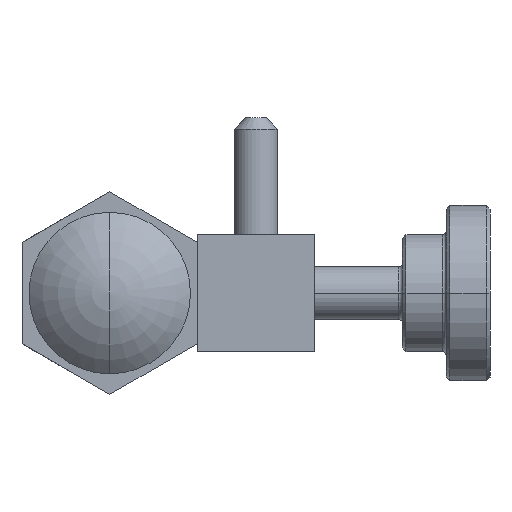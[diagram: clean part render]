
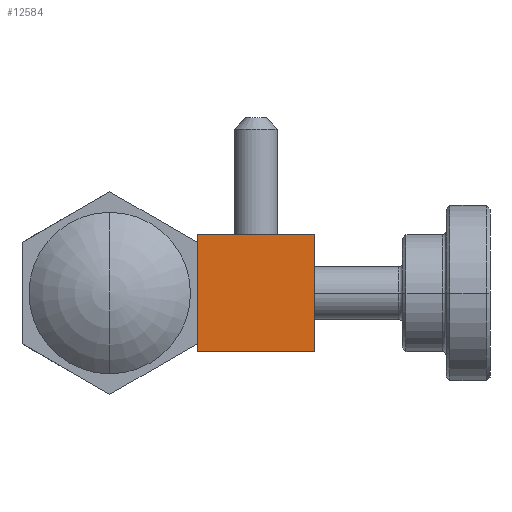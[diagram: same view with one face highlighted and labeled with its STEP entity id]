
A CAD part, left-side view. The second image highlights one B-rep face of the part: STEP entity #12584.
In plain terms, the highlighted planar face has unit normal (-1, 0, 0).
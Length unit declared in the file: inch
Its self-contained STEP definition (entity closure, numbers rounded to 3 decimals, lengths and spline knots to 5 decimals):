
#95 = EDGE_LOOP ( 'NONE', ( #2436, #12723, #11848, #8517 ) ) ;
#335 = VERTEX_POINT ( 'NONE', #13893 ) ;
#2436 = ORIENTED_EDGE ( 'NONE', *, *, #19505, .T. ) ;
#2754 = CARTESIAN_POINT ( 'NONE',  ( -3.75, -0.125, -0.125 ) ) ;
#3140 = VECTOR ( 'NONE', #16250, 39.37008 ) ;
#3633 = LINE ( 'NONE', #9832, #3140 ) ;
#3819 = LINE ( 'NONE', #19033, #11839 ) ;
#5316 = CARTESIAN_POINT ( 'NONE',  ( -3.75, -0.125, 0.125 ) ) ;
#5970 = VERTEX_POINT ( 'NONE', #16942 ) ;
#6513 = DIRECTION ( 'NONE',  ( 0., 0., -1. ) ) ;
#6850 = PLANE ( 'NONE',  #16228 ) ;
#6899 = CARTESIAN_POINT ( 'NONE',  ( -3.75, 0.125, -0.125 ) ) ;
#6926 = DIRECTION ( 'NONE',  ( 0., 0., -1. ) ) ;
#7129 = LINE ( 'NONE', #7456, #19970 ) ;
#7393 = DIRECTION ( 'NONE',  ( 0., 0., -1. ) ) ;
#7456 = CARTESIAN_POINT ( 'NONE',  ( -3.75, 0.125, 0.125 ) ) ;
#8517 = ORIENTED_EDGE ( 'NONE', *, *, #19826, .T. ) ;
#8606 = EDGE_CURVE ( 'NONE', #335, #5970, #3819, .T. ) ;
#9832 = CARTESIAN_POINT ( 'NONE',  ( -3.75, -0.125, -0.125 ) ) ;
#10182 = VECTOR ( 'NONE', #6513, 39.37008 ) ;
#10234 = VERTEX_POINT ( 'NONE', #2754 ) ;
#11839 = VECTOR ( 'NONE', #16356, 39.37008 ) ;
#11848 = ORIENTED_EDGE ( 'NONE', *, *, #8606, .F. ) ;
#12584 = ADVANCED_FACE ( 'NONE', ( #19332 ), #6850, .F. ) ;
#12723 = ORIENTED_EDGE ( 'NONE', *, *, #14276, .F. ) ;
#13893 = CARTESIAN_POINT ( 'NONE',  ( -3.75, 0.125, 0.125 ) ) ;
#14276 = EDGE_CURVE ( 'NONE', #5970, #10234, #19265, .T. ) ;
#16228 = AXIS2_PLACEMENT_3D ( 'NONE', #5316, #16556, #6926 ) ;
#16250 = DIRECTION ( 'NONE',  ( 0., -1., 0. ) ) ;
#16356 = DIRECTION ( 'NONE',  ( 0., -1., 0. ) ) ;
#16556 = DIRECTION ( 'NONE',  ( 1., 0., 0. ) ) ;
#16942 = CARTESIAN_POINT ( 'NONE',  ( -3.75, -0.125, 0.125 ) ) ;
#19033 = CARTESIAN_POINT ( 'NONE',  ( -3.75, -0.125, 0.125 ) ) ;
#19265 = LINE ( 'NONE', #19388, #10182 ) ;
#19332 = FACE_OUTER_BOUND ( 'NONE', #95, .T. ) ;
#19388 = CARTESIAN_POINT ( 'NONE',  ( -3.75, -0.125, 0.125 ) ) ;
#19505 = EDGE_CURVE ( 'NONE', #19642, #10234, #3633, .T. ) ;
#19642 = VERTEX_POINT ( 'NONE', #6899 ) ;
#19826 = EDGE_CURVE ( 'NONE', #335, #19642, #7129, .T. ) ;
#19970 = VECTOR ( 'NONE', #7393, 39.37008 ) ;
